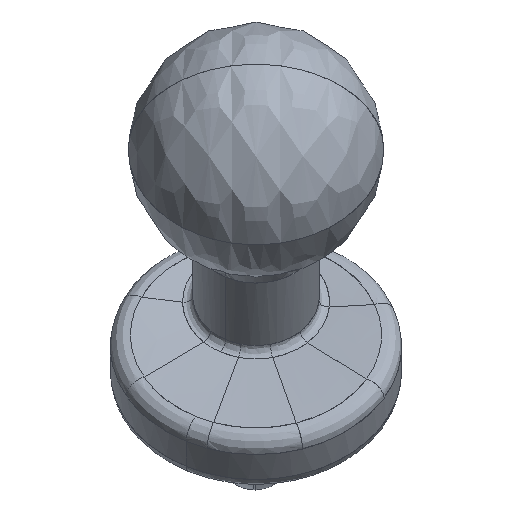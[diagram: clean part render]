
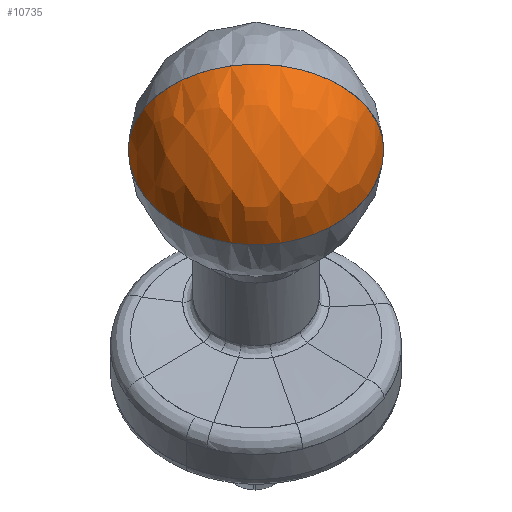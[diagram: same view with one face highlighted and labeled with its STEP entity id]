
A CAD part, top view. The second image highlights one B-rep face of the part: STEP entity #10735.
In plain terms, the highlighted free-form (B-spline) face has degree [2, 2] with [3, 5] control points.
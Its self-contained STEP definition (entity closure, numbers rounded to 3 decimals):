
#10735 = ADVANCED_FACE('',(#10736),#10758,.T.);
#10736 = FACE_BOUND('',#10737,.T.);
#10737 = EDGE_LOOP('',(#10738,#10750));
#10738 = ORIENTED_EDGE('',*,*,#10739,.T.);
#10739 = EDGE_CURVE('',#10740,#10742,#10744,.T.);
#10740 = VERTEX_POINT('',#10741);
#10741 = CARTESIAN_POINT('',(-16.831,204.946,
    195.727));
#10742 = VERTEX_POINT('',#10743);
#10743 = CARTESIAN_POINT('',(16.831,204.946,
    195.727));
#10744 = ( BOUNDED_CURVE() B_SPLINE_CURVE(2,(#10745,#10746,#10747,#10748
,#10749),.UNSPECIFIED.,.F.,.F.) B_SPLINE_CURVE_WITH_KNOTS((3,2,3),(0.,
1.571,3.142),.PIECEWISE_BEZIER_KNOTS.) CURVE() 
GEOMETRIC_REPRESENTATION_ITEM() RATIONAL_B_SPLINE_CURVE((1.,
0.707,1.,0.707,1.)) REPRESENTATION_ITEM('') );
#10745 = CARTESIAN_POINT('',(-16.831,204.946,
    195.727));
#10746 = CARTESIAN_POINT('',(-16.831,216.156,
    208.281));
#10747 = CARTESIAN_POINT('',(0.,216.156,
    208.281));
#10748 = CARTESIAN_POINT('',(16.831,216.156,
    208.281));
#10749 = CARTESIAN_POINT('',(16.831,204.946,
    195.727));
#10750 = ORIENTED_EDGE('',*,*,#10751,.T.);
#10751 = EDGE_CURVE('',#10742,#10740,#10752,.T.);
#10752 = ( BOUNDED_CURVE() B_SPLINE_CURVE(2,(#10753,#10754,#10755,#10756
,#10757),.UNSPECIFIED.,.F.,.F.) B_SPLINE_CURVE_WITH_KNOTS((3,2,3),(0.,
1.571,3.142),.PIECEWISE_BEZIER_KNOTS.) CURVE() 
GEOMETRIC_REPRESENTATION_ITEM() RATIONAL_B_SPLINE_CURVE((1.,
0.707,1.,0.707,1.)) REPRESENTATION_ITEM('') );
#10753 = CARTESIAN_POINT('',(16.831,204.946,
    195.727));
#10754 = CARTESIAN_POINT('',(16.831,192.391,
    206.936));
#10755 = CARTESIAN_POINT('',(0.,192.391,
    206.936));
#10756 = CARTESIAN_POINT('',(-16.831,192.391,
    206.936));
#10757 = CARTESIAN_POINT('',(-16.831,204.946,
    195.727));
#10758 = ( BOUNDED_SURFACE() B_SPLINE_SURFACE(2,2,(
    (#10759,#10760,#10761,#10762,#10763)
    ,(#10764,#10765,#10766,#10767,#10768)
    ,(#10769,#10770,#10771,#10772,#10773
)),.UNSPECIFIED.,.F.,.F.,.F.) B_SPLINE_SURFACE_WITH_KNOTS((3,3),(3,2,3),
  (4.712,6.283),(0.,1.571,3.142),
.PIECEWISE_BEZIER_KNOTS.) GEOMETRIC_REPRESENTATION_ITEM() 
RATIONAL_B_SPLINE_SURFACE((
    (1.,0.707,1.,0.707,1.)
    ,(0.707,0.5,0.707,0.5
      ,0.707)
,(1.,0.707,1.,0.707,1.
))) REPRESENTATION_ITEM('') SURFACE() );
#10759 = CARTESIAN_POINT('',(16.831,204.946,
    195.727));
#10760 = CARTESIAN_POINT('',(16.831,216.156,
    208.281));
#10761 = CARTESIAN_POINT('',(0.,216.156,
    208.281));
#10762 = CARTESIAN_POINT('',(-16.831,216.156,
    208.281));
#10763 = CARTESIAN_POINT('',(-16.831,204.946,
    195.727));
#10764 = CARTESIAN_POINT('',(16.831,204.946,
    195.727));
#10765 = CARTESIAN_POINT('',(16.831,203.601,
    219.491));
#10766 = CARTESIAN_POINT('',(0.,203.601,
    219.491));
#10767 = CARTESIAN_POINT('',(-16.831,203.601,
    219.491));
#10768 = CARTESIAN_POINT('',(-16.831,204.946,
    195.727));
#10769 = CARTESIAN_POINT('',(16.831,204.946,
    195.727));
#10770 = CARTESIAN_POINT('',(16.831,192.391,
    206.936));
#10771 = CARTESIAN_POINT('',(0.,192.391,
    206.936));
#10772 = CARTESIAN_POINT('',(-16.831,192.391,
    206.936));
#10773 = CARTESIAN_POINT('',(-16.831,204.946,
    195.727));
